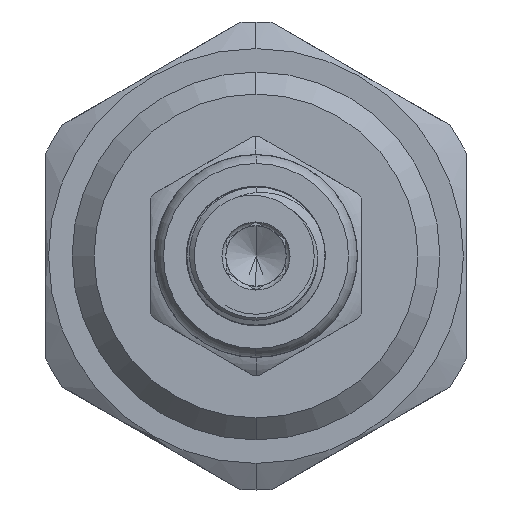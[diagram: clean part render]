
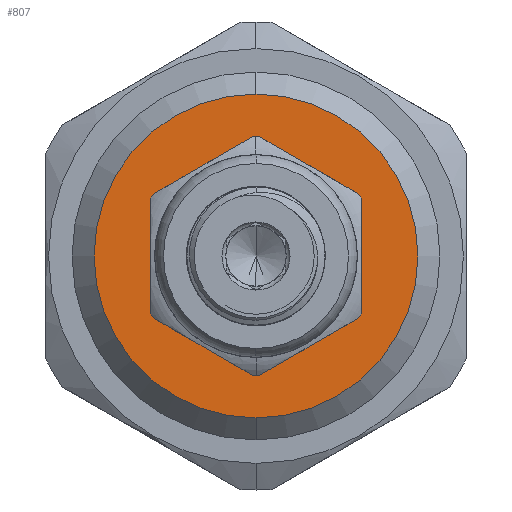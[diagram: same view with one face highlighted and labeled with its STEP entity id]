
A CAD part, left-side view. The second image highlights one B-rep face of the part: STEP entity #807.
In plain terms, the highlighted planar face has unit normal (-1, 0, 0).
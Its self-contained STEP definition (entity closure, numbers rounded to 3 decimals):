
#275 = CIRCLE ( 'NONE', #2650, 11. ) ;
#282 = VERTEX_POINT ( 'NONE', #11238 ) ;
#405 = DIRECTION ( 'NONE',  ( 0., 0., 1. ) ) ;
#807 = ADVANCED_FACE ( 'NONE', ( #11111, #11554 ), #13883, .T. ) ;
#1098 = EDGE_LOOP ( 'NONE', ( #3567, #4930 ) ) ;
#1138 = CARTESIAN_POINT ( 'NONE',  ( 0., 0., 0. ) ) ;
#1185 = VERTEX_POINT ( 'NONE', #12314 ) ;
#1223 = DIRECTION ( 'NONE',  ( 1., 0., 0. ) ) ;
#2511 = CIRCLE ( 'NONE', #8627, 11. ) ;
#2650 = AXIS2_PLACEMENT_3D ( 'NONE', #4028, #5240, #6595 ) ;
#3567 = ORIENTED_EDGE ( 'NONE', *, *, #15892, .T. ) ;
#3773 = AXIS2_PLACEMENT_3D ( 'NONE', #6919, #8276, #405 ) ;
#4028 = CARTESIAN_POINT ( 'NONE',  ( 0., 0., 0. ) ) ;
#4491 = ORIENTED_EDGE ( 'NONE', *, *, #6961, .F. ) ;
#4811 = AXIS2_PLACEMENT_3D ( 'NONE', #6403, #10491, #6340 ) ;
#4930 = ORIENTED_EDGE ( 'NONE', *, *, #16732, .T. ) ;
#5004 = DIRECTION ( 'NONE',  ( 0., 0., -1. ) ) ;
#5240 = DIRECTION ( 'NONE',  ( 1., 0., 0. ) ) ;
#6340 = DIRECTION ( 'NONE',  ( 0., 0., -1. ) ) ;
#6403 = CARTESIAN_POINT ( 'NONE',  ( 0., 0., 0. ) ) ;
#6548 = CIRCLE ( 'NONE', #14359, 6.875 ) ;
#6595 = DIRECTION ( 'NONE',  ( 0., 0., -1. ) ) ;
#6791 = CARTESIAN_POINT ( 'NONE',  ( 0., 0., 0. ) ) ;
#6919 = CARTESIAN_POINT ( 'NONE',  ( 0., 0., 0. ) ) ;
#6961 = EDGE_CURVE ( 'NONE', #1185, #282, #2511, .T. ) ;
#8276 = DIRECTION ( 'NONE',  ( -1., 0., 0. ) ) ;
#8627 = AXIS2_PLACEMENT_3D ( 'NONE', #1138, #11715, #5004 ) ;
#8802 = EDGE_LOOP ( 'NONE', ( #4491, #12925 ) ) ;
#9008 = VERTEX_POINT ( 'NONE', #17084 ) ;
#10491 = DIRECTION ( 'NONE',  ( 1., 0., 0. ) ) ;
#11111 = FACE_BOUND ( 'NONE', #1098, .T. ) ;
#11131 = EDGE_CURVE ( 'NONE', #282, #1185, #275, .T. ) ;
#11238 = CARTESIAN_POINT ( 'NONE',  ( 0., 0., 11. ) ) ;
#11554 = FACE_OUTER_BOUND ( 'NONE', #8802, .T. ) ;
#11715 = DIRECTION ( 'NONE',  ( 1., 0., 0. ) ) ;
#12314 = CARTESIAN_POINT ( 'NONE',  ( 0., 0., -11. ) ) ;
#12925 = ORIENTED_EDGE ( 'NONE', *, *, #11131, .F. ) ;
#13883 = PLANE ( 'NONE',  #3773 ) ;
#14359 = AXIS2_PLACEMENT_3D ( 'NONE', #6791, #1223, #16248 ) ;
#14390 = CIRCLE ( 'NONE', #4811, 6.875 ) ;
#15802 = CARTESIAN_POINT ( 'NONE',  ( 0., 0., -6.875 ) ) ;
#15892 = EDGE_CURVE ( 'NONE', #9008, #16855, #6548, .T. ) ;
#16248 = DIRECTION ( 'NONE',  ( 0., 0., -1. ) ) ;
#16732 = EDGE_CURVE ( 'NONE', #16855, #9008, #14390, .T. ) ;
#16855 = VERTEX_POINT ( 'NONE', #15802 ) ;
#17084 = CARTESIAN_POINT ( 'NONE',  ( 0., 0., 6.875 ) ) ;
